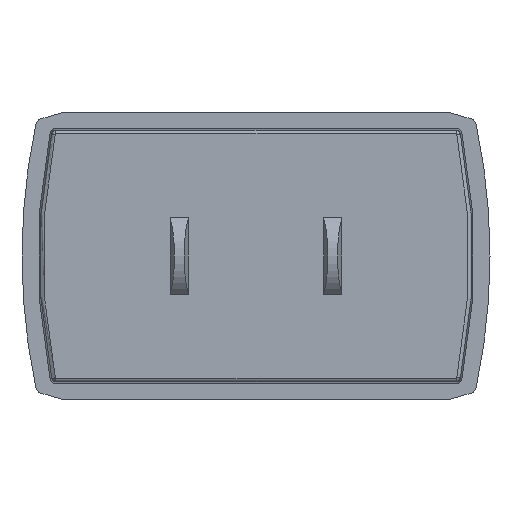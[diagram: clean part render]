
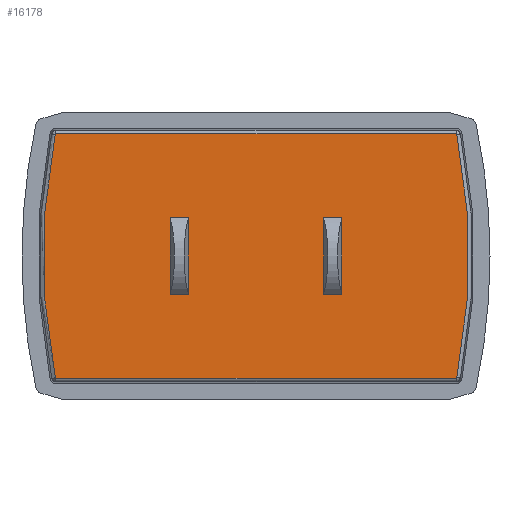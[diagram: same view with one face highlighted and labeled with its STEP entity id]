
A CAD part, left-side view. The second image highlights one B-rep face of the part: STEP entity #16178.
In plain terms, the highlighted planar face has unit normal (-1, 0, 0).
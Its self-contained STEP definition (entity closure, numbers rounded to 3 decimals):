
#11368=CARTESIAN_POINT('',(-5.5,32.935,
5.05));
#11369=DIRECTION('',(1.,0.,0.));
#11370=DIRECTION('',(0.,-0.98,0.199));
#11371=AXIS2_PLACEMENT_3D('',#11368,#11369,#11370);
#11373=CARTESIAN_POINT('',(-5.5,-16.561,
-4.997));
#11374=DIRECTION('',(1.,0.,0.));
#11375=DIRECTION('',(0.,-0.98,-0.199));
#11376=AXIS2_PLACEMENT_3D('',#11373,#11374,#11375);
#11378=CARTESIAN_POINT('',(-5.501,-32.952,
5.06));
#11379=DIRECTION('',(1.,0.,0.));
#11380=DIRECTION('',(0.,0.98,-0.199));
#11381=AXIS2_PLACEMENT_3D('',#11378,#11379,#11380);
#11383=CARTESIAN_POINT('',(-5.5,16.561,
15.097));
#11384=DIRECTION('',(1.,0.,0.));
#11385=DIRECTION('',(0.,0.98,0.199));
#11386=AXIS2_PLACEMENT_3D('',#11383,#11384,#11385);
#11388=CARTESIAN_POINT('',(-5.5,-16.561,15.097));
#11389=DIRECTION('',(1.,0.,0.));
#11390=DIRECTION('',(0.,0.,1.));
#11391=AXIS2_PLACEMENT_3D('',#11388,#11389,#11390);
#11393=DIRECTION('',(0.,1.,0.));
#11394=VECTOR('',#11393,1.5);
#11395=CARTESIAN_POINT('',(-5.5,-7.1,8.2));
#11396=LINE('',#11395,#11394);
#11397=DIRECTION('',(0.,0.,-1.));
#11398=VECTOR('',#11397,6.3);
#11399=CARTESIAN_POINT('',(-5.5,-5.6,8.2));
#11400=LINE('',#11399,#11398);
#11401=DIRECTION('',(0.,-1.,0.));
#11402=VECTOR('',#11401,1.5);
#11403=CARTESIAN_POINT('',(-5.5,-5.6,1.9));
#11404=LINE('',#11403,#11402);
#11405=DIRECTION('',(0.,0.,1.));
#11406=VECTOR('',#11405,6.3);
#11407=CARTESIAN_POINT('',(-5.5,-7.1,1.9));
#11408=LINE('',#11407,#11406);
#11409=DIRECTION('',(0.,0.,-1.));
#11410=VECTOR('',#11409,6.3);
#11411=CARTESIAN_POINT('',(-5.5,7.1,8.2));
#11412=LINE('',#11411,#11410);
#11413=DIRECTION('',(0.,-1.,0.));
#11414=VECTOR('',#11413,1.5);
#11415=CARTESIAN_POINT('',(-5.5,7.1,1.9));
#11416=LINE('',#11415,#11414);
#11417=DIRECTION('',(0.,0.,1.));
#11418=VECTOR('',#11417,6.3);
#11419=CARTESIAN_POINT('',(-5.5,5.6,1.9));
#11420=LINE('',#11419,#11418);
#11421=DIRECTION('',(0.,1.,0.));
#11422=VECTOR('',#11421,1.5);
#11423=CARTESIAN_POINT('',(-5.5,5.6,8.2));
#11424=LINE('',#11423,#11422);
#11445=DIRECTION('',(0.,1.,0.));
#11446=VECTOR('',#11445,33.122);
#11447=CARTESIAN_POINT('',(-5.5,-16.561,15.161));
#11448=LINE('',#11447,#11446);
#11473=CARTESIAN_POINT('',(-5.5,16.615,
-5.03));
#11474=CARTESIAN_POINT('',(-5.5,16.611,
-5.037));
#11475=CARTESIAN_POINT('',(-5.5,16.602,
-5.048));
#11476=CARTESIAN_POINT('',(-5.5,16.581,
-5.059));
#11477=CARTESIAN_POINT('',(-5.5,16.568,
-5.061));
#11478=CARTESIAN_POINT('',(-5.5,16.56,
-5.061));
#11503=DIRECTION('',(0.,-1.,0.));
#11504=VECTOR('',#11503,33.121);
#11505=CARTESIAN_POINT('',(-5.5,16.56,
-5.061));
#11506=LINE('',#11505,#11504);
#14853=CARTESIAN_POINT('',(-5.5,-16.623,
-5.009));
#14854=CARTESIAN_POINT('',(-5.5,-16.561,
-5.061));
#14855=VERTEX_POINT('',#14853);
#14856=VERTEX_POINT('',#14854);
#14857=CARTESIAN_POINT('',(-5.5,-16.623,
15.11));
#14858=VERTEX_POINT('',#14857);
#14859=CARTESIAN_POINT('',(-5.5,16.56,
-5.061));
#14860=VERTEX_POINT('',#14859);
#14861=VERTEX_POINT('',#11473);
#14862=CARTESIAN_POINT('',(-5.5,16.623,
15.11));
#14863=VERTEX_POINT('',#14862);
#14864=CARTESIAN_POINT('',(-5.5,16.561,
15.161));
#14865=VERTEX_POINT('',#14864);
#14866=CARTESIAN_POINT('',(-5.5,-16.561,15.161));
#14867=VERTEX_POINT('',#14866);
#14868=CARTESIAN_POINT('',(-5.5,-7.1,8.2));
#14869=CARTESIAN_POINT('',(-5.5,-5.6,8.2));
#14870=VERTEX_POINT('',#14868);
#14871=VERTEX_POINT('',#14869);
#14872=CARTESIAN_POINT('',(-5.5,-5.6,1.9));
#14873=VERTEX_POINT('',#14872);
#14874=CARTESIAN_POINT('',(-5.5,-7.1,1.9));
#14875=VERTEX_POINT('',#14874);
#14876=CARTESIAN_POINT('',(-5.5,7.1,8.2));
#14877=CARTESIAN_POINT('',(-5.5,7.1,1.9));
#14878=VERTEX_POINT('',#14876);
#14879=VERTEX_POINT('',#14877);
#14880=CARTESIAN_POINT('',(-5.5,5.6,1.9));
#14881=VERTEX_POINT('',#14880);
#14882=CARTESIAN_POINT('',(-5.5,5.6,8.2));
#14883=VERTEX_POINT('',#14882);
#16136=CARTESIAN_POINT('',(-5.5,0.,-9.186));
#16137=DIRECTION('',(-1.,0.,0.));
#16138=DIRECTION('',(0.,0.,1.));
#16139=AXIS2_PLACEMENT_3D('',#16136,#16137,#16138);
#16140=PLANE('',#16139);
#16142=ORIENTED_EDGE('',*,*,#16141,.T.);
#16143=ORIENTED_EDGE('',*,*,#16126,.T.);
#16145=ORIENTED_EDGE('',*,*,#16144,.F.);
#16147=ORIENTED_EDGE('',*,*,#16146,.F.);
#16149=ORIENTED_EDGE('',*,*,#16148,.T.);
#16151=ORIENTED_EDGE('',*,*,#16150,.T.);
#16153=ORIENTED_EDGE('',*,*,#16152,.F.);
#16155=ORIENTED_EDGE('',*,*,#16154,.T.);
#16156=EDGE_LOOP('',(#16142,#16143,#16145,#16147,#16149,#16151,#16153,#16155));
#16157=FACE_OUTER_BOUND('',#16156,.F.);
#16159=ORIENTED_EDGE('',*,*,#16158,.T.);
#16161=ORIENTED_EDGE('',*,*,#16160,.T.);
#16163=ORIENTED_EDGE('',*,*,#16162,.T.);
#16165=ORIENTED_EDGE('',*,*,#16164,.T.);
#16166=EDGE_LOOP('',(#16159,#16161,#16163,#16165));
#16167=FACE_BOUND('',#16166,.F.);
#16169=ORIENTED_EDGE('',*,*,#16168,.T.);
#16171=ORIENTED_EDGE('',*,*,#16170,.T.);
#16173=ORIENTED_EDGE('',*,*,#16172,.T.);
#16175=ORIENTED_EDGE('',*,*,#16174,.T.);
#16176=EDGE_LOOP('',(#16169,#16171,#16173,#16175));
#16177=FACE_BOUND('',#16176,.F.);
#16178=ADVANCED_FACE('',(#16157,#16167,#16177),#16140,.T.);
#11372=CIRCLE('',#11371,50.569);
#11377=CIRCLE('',#11376,0.064);
#11382=CIRCLE('',#11381,50.584);
#11387=CIRCLE('',#11386,0.064);
#11392=CIRCLE('',#11391,0.064);
#11479=B_SPLINE_CURVE_WITH_KNOTS('',3,(#11473,#11474,#11475,#11476,#11477,
#11478),.UNSPECIFIED.,.F.,.F.,(4,1,1,4),(0.,0.333,
0.667,1.),.UNSPECIFIED.);
#16126=EDGE_CURVE('',#14855,#14856,#11377,.T.);
#16141=EDGE_CURVE('',#14858,#14855,#11372,.T.);
#16144=EDGE_CURVE('',#14860,#14856,#11506,.T.);
#16146=EDGE_CURVE('',#14861,#14860,#11479,.T.);
#16148=EDGE_CURVE('',#14861,#14863,#11382,.T.);
#16150=EDGE_CURVE('',#14863,#14865,#11387,.T.);
#16152=EDGE_CURVE('',#14867,#14865,#11448,.T.);
#16154=EDGE_CURVE('',#14867,#14858,#11392,.T.);
#16158=EDGE_CURVE('',#14870,#14871,#11396,.T.);
#16160=EDGE_CURVE('',#14871,#14873,#11400,.T.);
#16162=EDGE_CURVE('',#14873,#14875,#11404,.T.);
#16164=EDGE_CURVE('',#14875,#14870,#11408,.T.);
#16168=EDGE_CURVE('',#14878,#14879,#11412,.T.);
#16170=EDGE_CURVE('',#14879,#14881,#11416,.T.);
#16172=EDGE_CURVE('',#14881,#14883,#11420,.T.);
#16174=EDGE_CURVE('',#14883,#14878,#11424,.T.);
